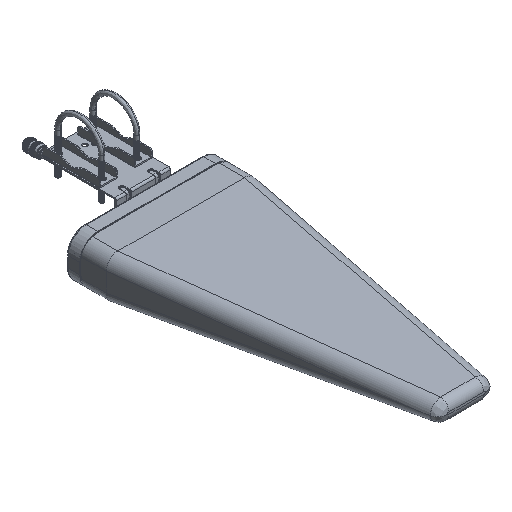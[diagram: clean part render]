
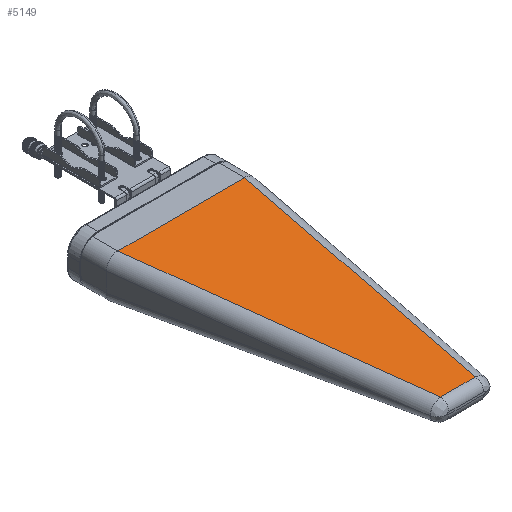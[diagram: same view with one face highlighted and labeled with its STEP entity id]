
A CAD part, isometric view. The second image highlights one B-rep face of the part: STEP entity #5149.
In plain terms, the highlighted planar face has unit normal (0, -0.041, 0.999).
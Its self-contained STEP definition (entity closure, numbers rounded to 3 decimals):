
#4480 = CARTESIAN_POINT ( 'NONE',  ( 2.593, -6.66, 0.938 ) ) ;
#5149 = ADVANCED_FACE ( 'NONE', ( #131181 ), #102593, .F. ) ;
#5166 = VECTOR ( 'NONE', #87834, 39.37 ) ;
#5725 = ORIENTED_EDGE ( 'NONE', *, *, #129143, .F. ) ;
#7019 = CARTESIAN_POINT ( 'NONE',  ( 3.421, -1.693, 1.142 ) ) ;
#17582 = CARTESIAN_POINT ( 'NONE',  ( -3.421, -1.693, 1.142 ) ) ;
#18470 = CARTESIAN_POINT ( 'NONE',  ( 4.055, -1.693, 1.142 ) ) ;
#33114 = EDGE_LOOP ( 'NONE', ( #123900, #5725, #67014, #67394 ) ) ;
#34605 = VECTOR ( 'NONE', #110676, 39.37 ) ;
#39057 = CARTESIAN_POINT ( 'NONE',  ( 4.055, -1.693, 1.142 ) ) ;
#44338 = VERTEX_POINT ( 'NONE', #92981 ) ;
#55742 = EDGE_CURVE ( 'NONE', #92228, #139826, #123672, .T. ) ;
#62591 = DIRECTION ( 'NONE',  ( 0., -0.999, -0.041 ) ) ;
#67014 = ORIENTED_EDGE ( 'NONE', *, *, #153795, .F. ) ;
#67394 = ORIENTED_EDGE ( 'NONE', *, *, #78165, .F. ) ;
#68865 = CARTESIAN_POINT ( 'NONE',  ( -0.937, -16.594, 0.53 ) ) ;
#78165 = EDGE_CURVE ( 'NONE', #139826, #44338, #141457, .T. ) ;
#83583 = CARTESIAN_POINT ( 'NONE',  ( 0.937, -16.594, 0.53 ) ) ;
#84180 = CARTESIAN_POINT ( 'NONE',  ( -1.765, -11.627, 0.734 ) ) ;
#87625 = AXIS2_PLACEMENT_3D ( 'NONE', #39057, #130356, #62591 ) ;
#87834 = DIRECTION ( 'NONE',  ( -1., 0., 0. ) ) ;
#92228 = VERTEX_POINT ( 'NONE', #17582 ) ;
#92981 = CARTESIAN_POINT ( 'NONE',  ( 0.937, -16.594, 0.53 ) ) ;
#102593 = PLANE ( 'NONE',  #87625 ) ;
#107173 = B_SPLINE_CURVE_WITH_KNOTS ( 'NONE', 3,
 ( #111176, #84180, #140612, #153640 ),
 .UNSPECIFIED., .F., .F.,
 ( 4, 4 ),
 ( 0., 1. ),
 .UNSPECIFIED. ) ;
#109528 = VERTEX_POINT ( 'NONE', #68865 ) ;
#110676 = DIRECTION ( 'NONE',  ( 1., 0., 0. ) ) ;
#111176 = CARTESIAN_POINT ( 'NONE',  ( -0.937, -16.594, 0.53 ) ) ;
#113933 = LINE ( 'NONE', #166911, #5166 ) ;
#123672 = LINE ( 'NONE', #18470, #34605 ) ;
#123900 = ORIENTED_EDGE ( 'NONE', *, *, #55742, .F. ) ;
#129143 = EDGE_CURVE ( 'NONE', #109528, #92228, #107173, .T. ) ;
#130356 = DIRECTION ( 'NONE',  ( 0., 0.041, -0.999 ) ) ;
#131181 = FACE_OUTER_BOUND ( 'NONE', #33114, .T. ) ;
#139826 = VERTEX_POINT ( 'NONE', #159975 ) ;
#140612 = CARTESIAN_POINT ( 'NONE',  ( -2.593, -6.66, 0.938 ) ) ;
#141457 = B_SPLINE_CURVE_WITH_KNOTS ( 'NONE', 3,
 ( #7019, #4480, #150477, #83583 ),
 .UNSPECIFIED., .F., .F.,
 ( 4, 4 ),
 ( 0., 1. ),
 .UNSPECIFIED. ) ;
#150477 = CARTESIAN_POINT ( 'NONE',  ( 1.765, -11.627, 0.734 ) ) ;
#153640 = CARTESIAN_POINT ( 'NONE',  ( -3.421, -1.693, 1.142 ) ) ;
#153795 = EDGE_CURVE ( 'NONE', #44338, #109528, #113933, .T. ) ;
#159975 = CARTESIAN_POINT ( 'NONE',  ( 3.421, -1.693, 1.142 ) ) ;
#166911 = CARTESIAN_POINT ( 'NONE',  ( 1.515, -16.594, 0.53 ) ) ;
